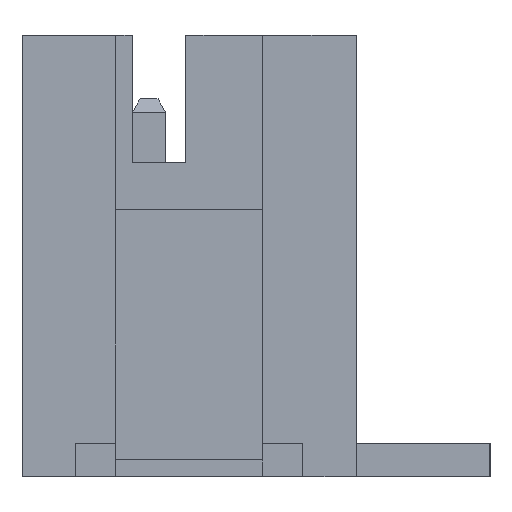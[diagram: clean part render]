
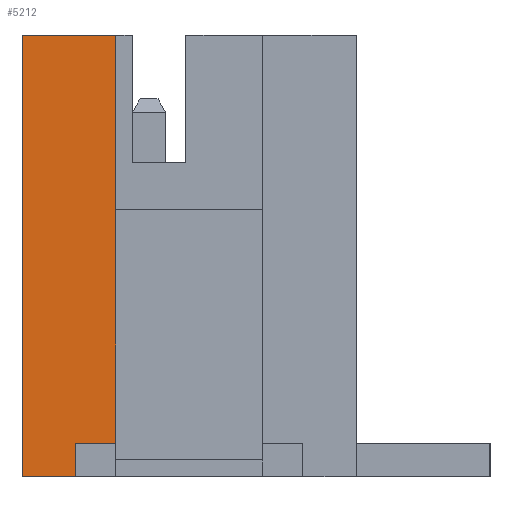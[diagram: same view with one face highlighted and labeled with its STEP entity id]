
A CAD part, left-side view. The second image highlights one B-rep face of the part: STEP entity #5212.
In plain terms, the highlighted planar face has unit normal (-1, 0, 0).
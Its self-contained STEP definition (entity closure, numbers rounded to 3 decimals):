
#3403=CARTESIAN_POINT('',(-13.975,-0.8,0.5));
#3404=VERTEX_POINT('',#3403);
#3411=CARTESIAN_POINT('',(-13.975,-0.8,-0.0));
#3412=VERTEX_POINT('',#3411);
#3413=CARTESIAN_POINT('',(-13.975,-0.8,0.25));
#3414=DIRECTION('',(0.0,0.,1.0));
#3415=VECTOR('',#3414,1.0);
#3416=LINE('',#3413,#3415);
#3417=EDGE_CURVE('n� 2086',#3412,#3404,#3416,.T.);
#4484=CARTESIAN_POINT('',(-13.975,-1.4,0.5));
#4485=VERTEX_POINT('',#4484);
#4492=CARTESIAN_POINT('',(-13.975,-2.5,0.5));
#4493=DIRECTION('',(-0.0,1.0,0.));
#4494=VECTOR('',#4493,1.0);
#4495=LINE('',#4492,#4494);
#4496=EDGE_CURVE('n� 1244',#4485,#3404,#4495,.T.);
#4644=CARTESIAN_POINT('',(-13.975,-0.0,6.6));
#4645=VERTEX_POINT('',#4644);
#4652=CARTESIAN_POINT('',(-13.975,-1.4,6.6));
#4653=VERTEX_POINT('',#4652);
#4654=CARTESIAN_POINT('',(-13.975,-0.825,6.6));
#4655=DIRECTION('',(-0.0,1.0,0.0));
#4656=VECTOR('',#4655,1.0);
#4657=LINE('',#4654,#4656);
#4658=EDGE_CURVE('n� 1069',#4653,#4645,#4657,.T.);
#4948=CARTESIAN_POINT('',(-13.975,-0.0,-0.0));
#4949=VERTEX_POINT('',#4948);
#4950=CARTESIAN_POINT('',(-13.975,-3.5,-0.0));
#4951=DIRECTION('',(0.0,-1.0,-0.0));
#4952=VECTOR('',#4951,1.0);
#4953=LINE('',#4950,#4952);
#4954=EDGE_CURVE('n� 747',#4949,#3412,#4953,.T.);
#5018=CARTESIAN_POINT('',(-13.975,-0.0,3.3));
#5019=DIRECTION('',(0.0,0.0,-1.0));
#5020=VECTOR('',#5019,1.0);
#5021=LINE('',#5018,#5020);
#5022=EDGE_CURVE('n� 311',#4645,#4949,#5021,.T.);
#5194=ORIENTED_EDGE('',*,*,#5022,.T.);
#5195=ORIENTED_EDGE('',*,*,#4954,.T.);
#5196=ORIENTED_EDGE('',*,*,#3417,.T.);
#5197=ORIENTED_EDGE('',*,*,#4496,.F.);
#5198=CARTESIAN_POINT('',(-13.975,-1.4,3.55));
#5199=DIRECTION('',(0.0,-0.0,1.0));
#5200=VECTOR('',#5199,1.0);
#5201=LINE('',#5198,#5200);
#5202=EDGE_CURVE('n� 168',#4485,#4653,#5201,.T.);
#5203=ORIENTED_EDGE('',*,*,#5202,.T.);
#5204=ORIENTED_EDGE('',*,*,#4658,.T.);
#5205=EDGE_LOOP('',(#5194,#5195,#5196,#5197,#5203,#5204));
#5206=FACE_OUTER_BOUND('',#5205,.T.);
#5207=CARTESIAN_POINT('',(-13.975,-0.0,-0.0));
#5208=DIRECTION('',(-1.0,-0.0,-0.0));
#5209=DIRECTION('',(0.0,-1.0,-0.0));
#5210=AXIS2_PLACEMENT_3D('',#5207,#5208,#5209);
#5211=PLANE('',#5210);
#5212=ADVANCED_FACE('n� 307',(#5206),#5211,.T.);
